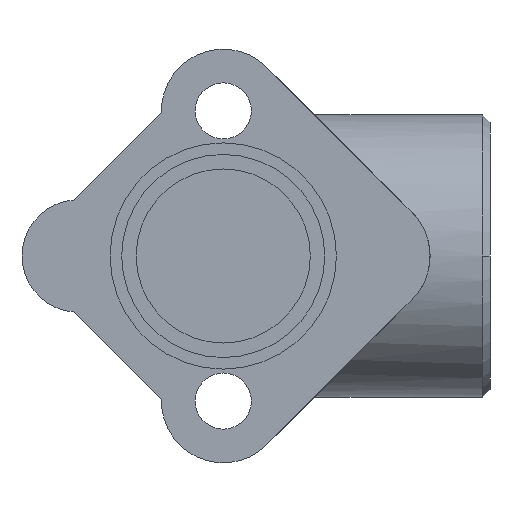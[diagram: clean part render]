
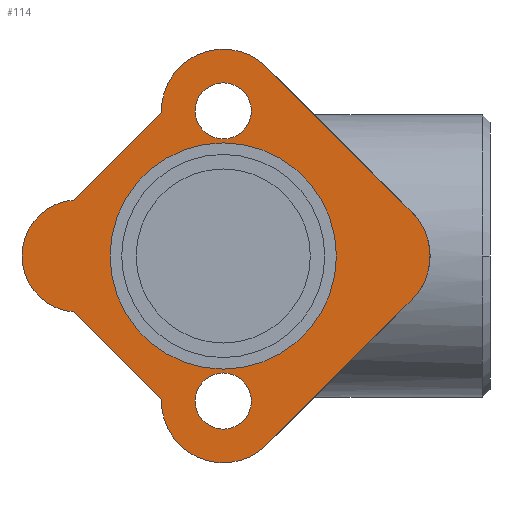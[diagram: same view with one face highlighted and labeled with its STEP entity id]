
A CAD part, front view. The second image highlights one B-rep face of the part: STEP entity #114.
In plain terms, the highlighted planar face has unit normal (0, -1, 0).
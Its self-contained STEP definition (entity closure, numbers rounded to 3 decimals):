
#114=ADVANCED_FACE('',(#199,#200,#201,#202),#203,.F.);
#199=FACE_BOUND('',#287,.T.);
#200=FACE_BOUND('',#288,.T.);
#201=FACE_BOUND('',#289,.T.);
#202=FACE_OUTER_BOUND('',#290,.T.);
#203=PLANE('',#291);
#287=EDGE_LOOP('',(#596,#597));
#288=EDGE_LOOP('',(#598,#599));
#289=EDGE_LOOP('',(#600,#601));
#290=EDGE_LOOP('',(#602,#603,#604,#605,#606,#607,#608,#609,#610,#611,#612));
#291=AXIS2_PLACEMENT_3D('',#613,#614,#615);
#596=ORIENTED_EDGE('',*,*,#671,.T.);
#597=ORIENTED_EDGE('',*,*,#670,.T.);
#598=ORIENTED_EDGE('',*,*,#677,.T.);
#599=ORIENTED_EDGE('',*,*,#658,.T.);
#600=ORIENTED_EDGE('',*,*,#679,.T.);
#601=ORIENTED_EDGE('',*,*,#654,.T.);
#602=ORIENTED_EDGE('',*,*,#710,.T.);
#603=ORIENTED_EDGE('',*,*,#627,.T.);
#604=ORIENTED_EDGE('',*,*,#713,.F.);
#605=ORIENTED_EDGE('',*,*,#717,.F.);
#606=ORIENTED_EDGE('',*,*,#619,.F.);
#607=ORIENTED_EDGE('',*,*,#706,.T.);
#608=ORIENTED_EDGE('',*,*,#708,.F.);
#609=ORIENTED_EDGE('',*,*,#709,.T.);
#610=ORIENTED_EDGE('',*,*,#621,.F.);
#611=ORIENTED_EDGE('',*,*,#716,.F.);
#612=ORIENTED_EDGE('',*,*,#714,.T.);
#613=CARTESIAN_POINT('',(15.5,0.,-15.5));
#614=DIRECTION('',(0.,1.0,0.));
#615=DIRECTION('',(0.707,0.0,0.707));
#619=EDGE_CURVE('',#723,#719,#725,.T.);
#621=EDGE_CURVE('',#726,#729,#730,.T.);
#627=EDGE_CURVE('',#735,#739,#741,.T.);
#654=EDGE_CURVE('',#786,#790,#792,.T.);
#658=EDGE_CURVE('',#794,#798,#800,.T.);
#670=EDGE_CURVE('',#818,#822,#824,.T.);
#671=EDGE_CURVE('',#822,#818,#825,.T.);
#677=EDGE_CURVE('',#798,#794,#831,.T.);
#679=EDGE_CURVE('',#790,#786,#833,.T.);
#706=EDGE_CURVE('',#723,#870,#872,.T.);
#708=EDGE_CURVE('',#873,#870,#875,.T.);
#709=EDGE_CURVE('',#873,#729,#876,.T.);
#710=EDGE_CURVE('',#877,#735,#878,.T.);
#713=EDGE_CURVE('',#880,#739,#882,.T.);
#714=EDGE_CURVE('',#883,#877,#884,.T.);
#716=EDGE_CURVE('',#883,#726,#886,.T.);
#717=EDGE_CURVE('',#719,#880,#887,.T.);
#719=VERTEX_POINT('',#889);
#723=VERTEX_POINT('',#894);
#725=CIRCLE('',#897,13.2);
#726=VERTEX_POINT('',#898);
#729=VERTEX_POINT('',#902);
#730=CIRCLE('',#903,13.2);
#735=VERTEX_POINT('',#909);
#739=VERTEX_POINT('',#914);
#741=CIRCLE('',#917,12.0);
#786=VERTEX_POINT('',#980);
#790=VERTEX_POINT('',#985);
#792=CIRCLE('',#988,6.0);
#794=VERTEX_POINT('',#990);
#798=VERTEX_POINT('',#995);
#800=CIRCLE('',#998,6.0);
#818=VERTEX_POINT('',#1020);
#822=VERTEX_POINT('',#1025);
#824=CIRCLE('',#1028,24.18);
#825=CIRCLE('',#1029,24.18);
#831=CIRCLE('',#1035,6.0);
#833=CIRCLE('',#1037,6.0);
#870=VERTEX_POINT('',#1399);
#872=LINE('',#1402,#1403);
#873=VERTEX_POINT('',#1404);
#875=CIRCLE('',#1407,13.2);
#876=LINE('',#1408,#1409);
#877=VERTEX_POINT('',#1410);
#878=CIRCLE('',#1411,12.0);
#880=VERTEX_POINT('',#1414);
#882=LINE('',#1417,#1418);
#883=VERTEX_POINT('',#1419);
#884=LINE('',#1420,#1421);
#886=CIRCLE('',#1424,13.2);
#887=CIRCLE('',#1425,13.2);
#889=CARTESIAN_POINT('',(-9.334,0.,-40.334));
#894=CARTESIAN_POINT('',(9.334,0.,-40.334));
#897=AXIS2_PLACEMENT_3D('',#1431,#1432,#1433);
#898=CARTESIAN_POINT('',(-9.334,0.,40.334));
#902=CARTESIAN_POINT('',(9.334,0.,40.334));
#903=AXIS2_PLACEMENT_3D('',#1435,#1436,#1437);
#909=CARTESIAN_POINT('',(-43.0,0.0,0.));
#914=CARTESIAN_POINT('',(-31.872,0.0,-11.968));
#917=AXIS2_PLACEMENT_3D('',#1447,#1448,#1449);
#980=CARTESIAN_POINT('',(6.0,0.,-31.0));
#985=CARTESIAN_POINT('',(-6.0,0.,-31.0));
#988=AXIS2_PLACEMENT_3D('',#1503,#1504,#1505);
#990=CARTESIAN_POINT('',(6.0,0.,31.0));
#995=CARTESIAN_POINT('',(-6.0,0.,31.0));
#998=AXIS2_PLACEMENT_3D('',#1511,#1512,#1513);
#1020=CARTESIAN_POINT('',(-24.18,0.,0.));
#1025=CARTESIAN_POINT('',(24.18,0.,0.));
#1028=AXIS2_PLACEMENT_3D('',#1535,#1536,#1537);
#1029=AXIS2_PLACEMENT_3D('',#1538,#1539,#1540);
#1035=AXIS2_PLACEMENT_3D('',#1556,#1557,#1558);
#1037=AXIS2_PLACEMENT_3D('',#1562,#1563,#1564);
#1399=CARTESIAN_POINT('',(40.334,0.,-9.334));
#1402=CARTESIAN_POINT('',(9.334,0.,-40.334));
#1403=VECTOR('',#1613,1.0);
#1404=CARTESIAN_POINT('',(40.334,0.,9.334));
#1407=AXIS2_PLACEMENT_3D('',#1615,#1616,#1617);
#1408=CARTESIAN_POINT('',(40.334,0.,9.334));
#1409=VECTOR('',#1618,1.0);
#1410=CARTESIAN_POINT('',(-31.872,0.0,11.968));
#1411=AXIS2_PLACEMENT_3D('',#1619,#1620,#1621);
#1414=CARTESIAN_POINT('',(-13.195,0.,-30.645));
#1417=CARTESIAN_POINT('',(-21.92,0.0,-21.92));
#1418=VECTOR('',#1624,1.0);
#1419=CARTESIAN_POINT('',(-13.195,0.,30.645));
#1420=CARTESIAN_POINT('',(-21.92,0.0,21.92));
#1421=VECTOR('',#1625,1.0);
#1424=AXIS2_PLACEMENT_3D('',#1627,#1628,#1629);
#1425=AXIS2_PLACEMENT_3D('',#1630,#1631,#1632);
#1431=CARTESIAN_POINT('',(0.,0.,-31.0));
#1432=DIRECTION('',(0.,1.0,0.));
#1433=DIRECTION('',(0.707,0.0,0.707));
#1435=CARTESIAN_POINT('',(0.,0.,31.0));
#1436=DIRECTION('',(0.,1.0,0.));
#1437=DIRECTION('',(-0.707,0.0,0.707));
#1447=CARTESIAN_POINT('',(-31.0,0.0,0.0));
#1448=DIRECTION('',(0.0,-1.0,0.0));
#1449=DIRECTION('',(1.0,0.0,0.0));
#1503=CARTESIAN_POINT('',(0.0,0.,-31.0));
#1504=DIRECTION('',(0.,1.0,0.));
#1505=DIRECTION('',(1.0,0.,0.));
#1511=CARTESIAN_POINT('',(0.0,0.,31.0));
#1512=DIRECTION('',(0.,1.0,0.));
#1513=DIRECTION('',(1.0,0.,0.));
#1535=CARTESIAN_POINT('',(0.0,0.,0.0));
#1536=DIRECTION('',(0.,1.0,0.));
#1537=DIRECTION('',(-1.0,0.,0.));
#1538=CARTESIAN_POINT('',(0.0,0.,0.0));
#1539=DIRECTION('',(0.,1.0,0.));
#1540=DIRECTION('',(-1.0,0.,0.));
#1556=CARTESIAN_POINT('',(0.0,0.,31.0));
#1557=DIRECTION('',(0.,1.0,0.));
#1558=DIRECTION('',(1.0,0.,0.));
#1562=CARTESIAN_POINT('',(0.0,0.,-31.0));
#1563=DIRECTION('',(0.,1.0,0.));
#1564=DIRECTION('',(1.0,0.,0.));
#1613=DIRECTION('',(0.707,0.0,0.707));
#1615=CARTESIAN_POINT('',(31.0,0.,0.0));
#1616=DIRECTION('',(0.,1.0,0.));
#1617=DIRECTION('',(0.707,0.0,0.707));
#1618=DIRECTION('',(-0.707,0.0,0.707));
#1619=CARTESIAN_POINT('',(-31.0,0.0,0.0));
#1620=DIRECTION('',(0.0,-1.0,0.0));
#1621=DIRECTION('',(1.0,0.0,0.0));
#1624=DIRECTION('',(-0.707,0.0,0.707));
#1625=DIRECTION('',(-0.707,0.0,-0.707));
#1627=CARTESIAN_POINT('',(0.,0.,31.0));
#1628=DIRECTION('',(0.,1.0,0.));
#1629=DIRECTION('',(-0.707,0.0,0.707));
#1630=CARTESIAN_POINT('',(0.,0.,-31.0));
#1631=DIRECTION('',(0.,1.0,0.));
#1632=DIRECTION('',(0.707,0.0,0.707));
